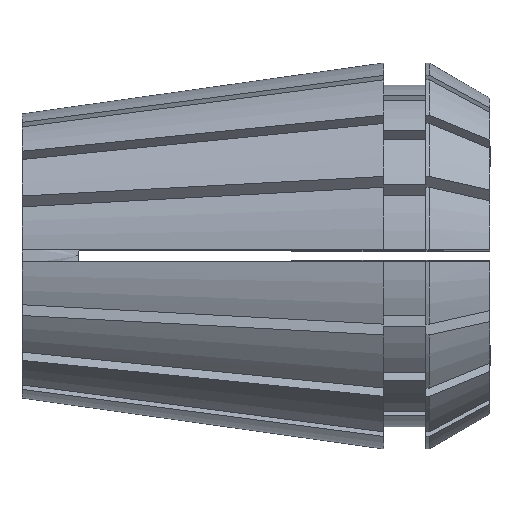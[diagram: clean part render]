
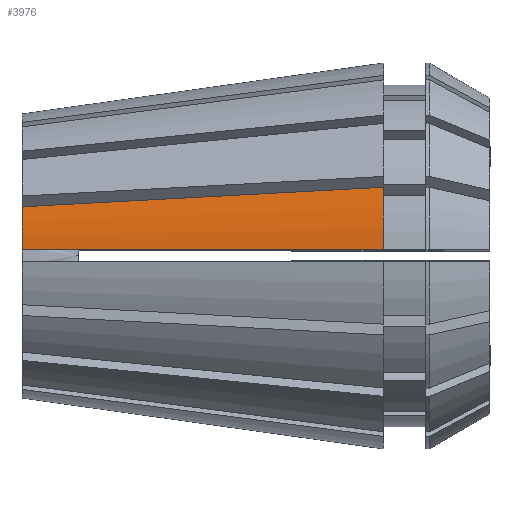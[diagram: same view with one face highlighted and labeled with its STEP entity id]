
A CAD part, top view. The second image highlights one B-rep face of the part: STEP entity #3976.
In plain terms, the highlighted conical face has half-angle 8 degrees and reference radius 16.5 mm.
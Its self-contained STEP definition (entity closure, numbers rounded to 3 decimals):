
#50 = CARTESIAN_POINT ( 'NONE',  ( 18.661, 0.5, 14.772 ) ) ;
#288 = VERTEX_POINT ( 'NONE', #339 ) ;
#339 = CARTESIAN_POINT ( 'NONE',  ( 0., 0.5, 12.147 ) ) ;
#411 = ORIENTED_EDGE ( 'NONE', *, *, #2349, .F. ) ;
#623 = FACE_OUTER_BOUND ( 'NONE', #6655, .T. ) ;
#916 = VERTEX_POINT ( 'NONE', #2684 ) ;
#931 = CARTESIAN_POINT ( 'NONE',  ( 30.9, 0., 0. ) ) ;
#1073 = CIRCLE ( 'NONE', #4124, 12.158 ) ;
#1272 = CARTESIAN_POINT ( 'NONE',  ( 2.62, 0.5, 12.516 ) ) ;
#1274 = CARTESIAN_POINT ( 'NONE',  ( 0., 0.5, 12.147 ) ) ;
#1638 = ORIENTED_EDGE ( 'NONE', *, *, #4303, .T. ) ;
#1657 = CARTESIAN_POINT ( 'NONE',  ( 24.391, 5.499, 14.583 ) ) ;
#1720 = CARTESIAN_POINT ( 'NONE',  ( 30.9, 0.5, 16.493 ) ) ;
#2349 = EDGE_CURVE ( 'NONE', #6489, #288, #3635, .T. ) ;
#2414 = CARTESIAN_POINT ( 'NONE',  ( 30.9, 0., 0. ) ) ;
#2684 = CARTESIAN_POINT ( 'NONE',  ( 0., 4.187, 11.414 ) ) ;
#3041 = DIRECTION ( 'NONE',  ( 1., 0., 0. ) ) ;
#3150 = B_SPLINE_CURVE_WITH_KNOTS ( 'NONE', 3,
 ( #7601, #6324, #4078, #4105, #1657, #5791, #6925 ),
 .UNSPECIFIED., .F., .F.,
 ( 4, 3, 4 ),
 ( 0., 0.021, 0.031 ),
 .UNSPECIFIED. ) ;
#3163 = CARTESIAN_POINT ( 'NONE',  ( 29.275, 0.5, 16.264 ) ) ;
#3344 = CARTESIAN_POINT ( 'NONE',  ( 11.295, 0.5, 13.736 ) ) ;
#3635 = B_SPLINE_CURVE_WITH_KNOTS ( 'NONE', 3,
 ( #1720, #3163, #5131, #6312, #50, #3344, #4661, #1272, #4735, #1274 ),
 .UNSPECIFIED., .F., .F.,
 ( 4, 3, 3, 4 ),
 ( 0.062, 0.067, 0.09, 0.094 ),
 .UNSPECIFIED. ) ;
#3735 = CARTESIAN_POINT ( 'NONE',  ( 30.9, 0.5, 16.493 ) ) ;
#3766 = DIRECTION ( 'NONE',  ( 0., 0., 1. ) ) ;
#3917 = DIRECTION ( 'NONE',  ( 0., 0., 1. ) ) ;
#3976 = ADVANCED_FACE ( 'NONE', ( #623 ), #5788, .T. ) ;
#4078 = CARTESIAN_POINT ( 'NONE',  ( 14.091, 4.945, 13.245 ) ) ;
#4105 = CARTESIAN_POINT ( 'NONE',  ( 21.136, 5.324, 14.16 ) ) ;
#4124 = AXIS2_PLACEMENT_3D ( 'NONE', #6594, #7236, #3766 ) ;
#4256 = AXIS2_PLACEMENT_3D ( 'NONE', #931, #7441, #3917 ) ;
#4303 = EDGE_CURVE ( 'NONE', #6489, #6095, #6043, .T. ) ;
#4418 = ORIENTED_EDGE ( 'NONE', *, *, #6305, .F. ) ;
#4661 = CARTESIAN_POINT ( 'NONE',  ( 3.929, 0.5, 12.7 ) ) ;
#4735 = CARTESIAN_POINT ( 'NONE',  ( 1.31, 0.5, 12.332 ) ) ;
#5131 = CARTESIAN_POINT ( 'NONE',  ( 27.651, 0.5, 16.036 ) ) ;
#5177 = EDGE_CURVE ( 'NONE', #288, #916, #1073, .T. ) ;
#5387 = DIRECTION ( 'NONE',  ( 0., 0., -1. ) ) ;
#5788 = CONICAL_SURFACE ( 'NONE', #7322, 16.5, 0.14 ) ;
#5791 = CARTESIAN_POINT ( 'NONE',  ( 27.645, 5.674, 15.006 ) ) ;
#6043 = CIRCLE ( 'NONE', #4256, 16.5 ) ;
#6095 = VERTEX_POINT ( 'NONE', #6416 ) ;
#6200 = ORIENTED_EDGE ( 'NONE', *, *, #5177, .F. ) ;
#6305 = EDGE_CURVE ( 'NONE', #916, #6095, #3150, .T. ) ;
#6312 = CARTESIAN_POINT ( 'NONE',  ( 26.026, 0.5, 15.807 ) ) ;
#6324 = CARTESIAN_POINT ( 'NONE',  ( 7.045, 4.566, 12.33 ) ) ;
#6416 = CARTESIAN_POINT ( 'NONE',  ( 30.9, 5.85, 15.429 ) ) ;
#6489 = VERTEX_POINT ( 'NONE', #3735 ) ;
#6594 = CARTESIAN_POINT ( 'NONE',  ( 0., 0., 0. ) ) ;
#6655 = EDGE_LOOP ( 'NONE', ( #4418, #6200, #411, #1638 ) ) ;
#6925 = CARTESIAN_POINT ( 'NONE',  ( 30.9, 5.85, 15.429 ) ) ;
#7236 = DIRECTION ( 'NONE',  ( -1., 0., 0. ) ) ;
#7322 = AXIS2_PLACEMENT_3D ( 'NONE', #2414, #3041, #5387 ) ;
#7441 = DIRECTION ( 'NONE',  ( -1., 0., 0. ) ) ;
#7601 = CARTESIAN_POINT ( 'NONE',  ( 0., 4.187, 11.414 ) ) ;
